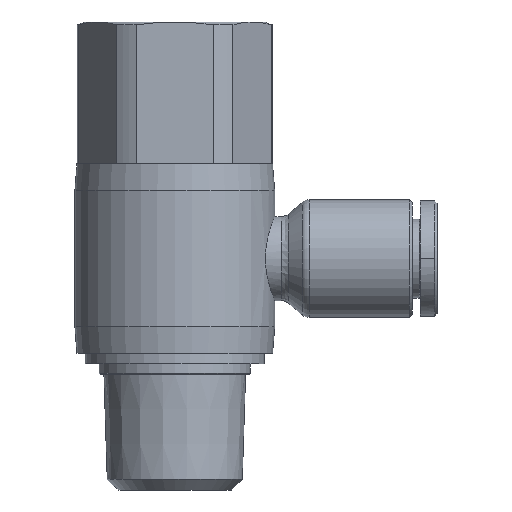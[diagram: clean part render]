
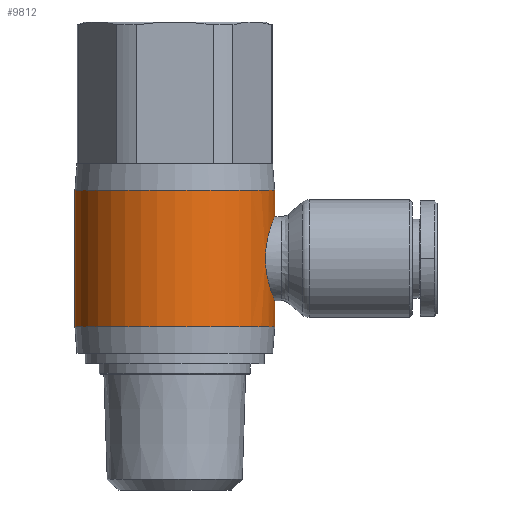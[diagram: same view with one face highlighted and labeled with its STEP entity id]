
A CAD part, front view. The second image highlights one B-rep face of the part: STEP entity #9812.
In plain terms, the highlighted cylindrical face has radius 9.5 mm (diameter 19 mm), a partial arc.
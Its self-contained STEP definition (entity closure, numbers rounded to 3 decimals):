
#225=CARTESIAN_POINT('',(-7.5,0.,4.0));
#226=VERTEX_POINT('',#225);
#242=CARTESIAN_POINT('',(-7.5,0.,-4.));
#243=VERTEX_POINT('',#242);
#405=CARTESIAN_POINT('',(-7.5,0.,6.5));
#406=VERTEX_POINT('',#405);
#415=CARTESIAN_POINT('',(11.5,0.,6.5));
#416=VERTEX_POINT('',#415);
#449=CARTESIAN_POINT('',(-7.5,0.,-6.5));
#450=VERTEX_POINT('',#449);
#466=CARTESIAN_POINT('',(11.5,0.,-6.5));
#467=VERTEX_POINT('',#466);
#489=CARTESIAN_POINT('',(-7.5,0.,-6.5));
#490=DIRECTION('',(0.0,0.0,1.0));
#491=VECTOR('',#490,2.5);
#492=LINE('',#489,#491);
#493=EDGE_CURVE('',#450,#243,#492,.T.);
#496=CARTESIAN_POINT('',(11.5,0.,6.5));
#497=DIRECTION('',(0.0,0.0,-1.0));
#498=VECTOR('',#497,13.);
#499=LINE('',#496,#498);
#500=EDGE_CURVE('',#416,#467,#499,.T.);
#503=CARTESIAN_POINT('',(-7.5,0.,4.0));
#504=DIRECTION('',(0.0,0.0,1.0));
#505=VECTOR('',#504,2.5);
#506=LINE('',#503,#505);
#507=EDGE_CURVE('',#226,#406,#506,.T.);
#9744=CARTESIAN_POINT('',(2.,0.,0.));
#9745=DIRECTION('',(0.,0.,1.0));
#9746=DIRECTION('',(-1.0,0.0,0.0));
#9747=AXIS2_PLACEMENT_3D('',#9744,#9745,#9746);
#9748=CYLINDRICAL_SURFACE('',#9747,9.5);
#9749=ORIENTED_EDGE('',*,*,#493,.T.);
#9750=CARTESIAN_POINT('',(-6.617,4.,0.));
#9751=VERTEX_POINT('',#9750);
#9752=CARTESIAN_POINT('',(-6.617,4.,0.));
#9753=CARTESIAN_POINT('',(-6.617,4.,-0.255));
#9754=CARTESIAN_POINT('',(-6.628,3.975,-0.517));
#9755=CARTESIAN_POINT('',(-6.675,3.872,-1.037));
#9756=CARTESIAN_POINT('',(-6.71,3.794,-1.294));
#9757=CARTESIAN_POINT('',(-6.797,3.589,-1.785));
#9758=CARTESIAN_POINT('',(-6.848,3.462,-2.02));
#9759=CARTESIAN_POINT('',(-6.957,3.17,-2.454));
#9760=CARTESIAN_POINT('',(-7.014,3.004,-2.653));
#9761=CARTESIAN_POINT('',(-7.124,2.653,-3.004));
#9762=CARTESIAN_POINT('',(-7.18,2.454,-3.17));
#9763=CARTESIAN_POINT('',(-7.285,2.02,-3.462));
#9764=CARTESIAN_POINT('',(-7.334,1.785,-3.589));
#9765=CARTESIAN_POINT('',(-7.415,1.294,-3.794));
#9766=CARTESIAN_POINT('',(-7.447,1.036,-3.873));
#9767=CARTESIAN_POINT('',(-7.49,0.517,-3.975));
#9768=CARTESIAN_POINT('',(-7.5,0.254,-4.));
#9769=CARTESIAN_POINT('',(-7.5,0.,-4.));
#9770=B_SPLINE_CURVE_WITH_KNOTS('',3,(#9752,#9753,#9754,#9755,#9756,#9757,#9758,#9759,#9760,#9761,#9762,#9763,#9764,#9765,#9766,#9767,#9768,#9769),.UNSPECIFIED.,.F.,.U.,(4,2,2,2,2,2,2,2,4),(0.0,0.764,1.529,2.293,3.057,3.821,4.584,5.347,6.111),.UNSPECIFIED.);
#9771=EDGE_CURVE('',#9751,#243,#9770,.T.);
#9772=ORIENTED_EDGE('',*,*,#9771,.F.);
#9773=CARTESIAN_POINT('',(-7.5,0.,4.0));
#9774=CARTESIAN_POINT('',(-7.5,0.254,4.0));
#9775=CARTESIAN_POINT('',(-7.49,0.517,3.975));
#9776=CARTESIAN_POINT('',(-7.447,1.036,3.873));
#9777=CARTESIAN_POINT('',(-7.415,1.294,3.794));
#9778=CARTESIAN_POINT('',(-7.334,1.785,3.589));
#9779=CARTESIAN_POINT('',(-7.285,2.02,3.462));
#9780=CARTESIAN_POINT('',(-7.18,2.454,3.17));
#9781=CARTESIAN_POINT('',(-7.124,2.653,3.004));
#9782=CARTESIAN_POINT('',(-7.014,3.004,2.653));
#9783=CARTESIAN_POINT('',(-6.957,3.17,2.454));
#9784=CARTESIAN_POINT('',(-6.848,3.462,2.02));
#9785=CARTESIAN_POINT('',(-6.797,3.589,1.785));
#9786=CARTESIAN_POINT('',(-6.71,3.794,1.294));
#9787=CARTESIAN_POINT('',(-6.675,3.872,1.037));
#9788=CARTESIAN_POINT('',(-6.628,3.975,0.517));
#9789=CARTESIAN_POINT('',(-6.617,4.,0.255));
#9790=CARTESIAN_POINT('',(-6.617,4.,0.));
#9791=B_SPLINE_CURVE_WITH_KNOTS('',3,(#9773,#9774,#9775,#9776,#9777,#9778,#9779,#9780,#9781,#9782,#9783,#9784,#9785,#9786,#9787,#9788,#9789,#9790),.UNSPECIFIED.,.F.,.U.,(4,2,2,2,2,2,2,2,4),(18.332,19.096,19.859,20.622,21.386,22.15,22.914,23.679,24.443),.UNSPECIFIED.);
#9792=EDGE_CURVE('',#226,#9751,#9791,.T.);
#9793=ORIENTED_EDGE('',*,*,#9792,.F.);
#9794=ORIENTED_EDGE('',*,*,#507,.T.);
#9795=CARTESIAN_POINT('',(2.,0.,6.5));
#9796=DIRECTION('',(0.0,0.0,1.0));
#9797=DIRECTION('',(-1.0,0.0,0.0));
#9798=AXIS2_PLACEMENT_3D('',#9795,#9796,#9797);
#9799=CIRCLE('',#9798,9.5);
#9800=EDGE_CURVE('',#416,#406,#9799,.T.);
#9801=ORIENTED_EDGE('',*,*,#9800,.F.);
#9802=ORIENTED_EDGE('',*,*,#500,.T.);
#9803=CARTESIAN_POINT('',(2.0,0.,-6.5));
#9804=DIRECTION('',(0.0,0.0,1.0));
#9805=DIRECTION('',(-1.0,0.0,0.0));
#9806=AXIS2_PLACEMENT_3D('',#9803,#9804,#9805);
#9807=CIRCLE('',#9806,9.5);
#9808=EDGE_CURVE('',#467,#450,#9807,.T.);
#9809=ORIENTED_EDGE('',*,*,#9808,.T.);
#9810=EDGE_LOOP('',(#9749,#9772,#9793,#9794,#9801,#9802,#9809));
#9811=FACE_OUTER_BOUND('',#9810,.T.);
#9812=ADVANCED_FACE('',(#9811),#9748,.T.);
